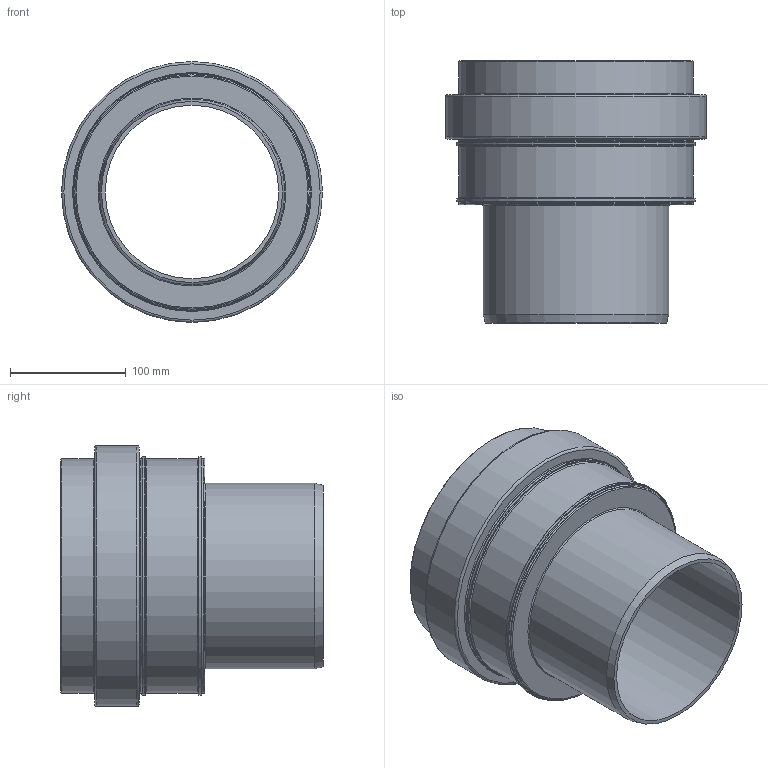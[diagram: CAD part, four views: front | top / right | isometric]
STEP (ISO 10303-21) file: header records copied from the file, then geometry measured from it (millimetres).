
FILE_DESCRIPTION(/* description */ (''),/* implementation_level */ '2;1');
FILE_NAME(/* name */ '777580 KG2000US Anschluss an Steinzeugrohr-Spitzende DN_OD 160.stp',/* time_stamp */ '2017-02-04T09:12:46+01:00',/* author */ ('user1'),/* organization */ (''),/* preprocessor_version */ 'ST-DEVELOPER v16.1',/* originating_system */ 'Autodesk Inventor 2016',/* authorisation */ '');
FILE_SCHEMA (('AUTOMOTIVE_DESIGN { 1 0 10303 214 3 1 1 }'));
Length unit declared in the file: millimetre
Products named in the file (1): 777580 KG2000US Anschluss an Steinzeugrohr-Spitzende DN_OD 160
Bounding box: 225 x 226 x 225 mm (x, y, z)
Volume: 739578.3 mm3; surface area: 315155.6 mm2
Topology: 1 solids, 1 shells, 47 faces, 82 edges, 47 vertices
Faces by surface type: torus 22, cylinder 12, plane 12, cone 1
Full cylindrical faces by diameter (mm): 149.6 x1, 160 x1, 193 x2, 202 x4, 206 x2, 216 x1, 225 x1
Entity records: 972 total; most frequent: DIRECTION 190, CARTESIAN_POINT 142, AXIS2_PLACEMENT_3D 95, EDGE_LOOP 94, ORIENTED_EDGE 94, FACE_BOUND 47, FACE_OUTER_BOUND 47, CIRCLE 47
